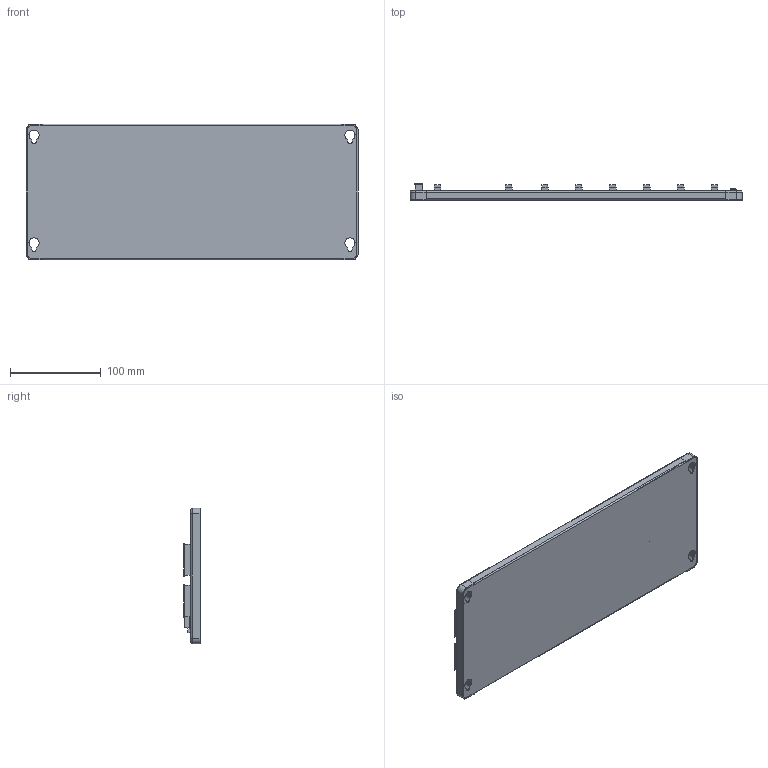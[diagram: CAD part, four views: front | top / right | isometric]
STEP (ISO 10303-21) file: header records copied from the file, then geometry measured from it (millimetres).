
FILE_DESCRIPTION (( 'STEP AP214' ), '1' );
FILE_NAME ('D4-06B-1.step', '2014-09-23T18:02:19', ( '' ), ( '' ), 'SwSTEP 2.0', 'SolidWorks 2014', '' );
FILE_SCHEMA (( 'AUTOMOTIVE_DESIGN' ));
Length unit declared in the file: inch
Products named in the file (1): D4-06B-1
Bounding box: 366.78 x 17.93 x 149.86 mm (x, y, z)
Volume: 193289.7 mm3; surface area: 198207.8 mm2
Topology: 1 solids, 4 shells, 517 faces, 1414 edges, 926 vertices
Faces by surface type: plane 407, cylinder 84, torus 26
Entity records: 21281 total; most frequent: CARTESIAN_POINT 2858, ORIENTED_EDGE 2828, DIRECTION 2670, EDGE_CURVE 1414, VECTOR 1194, LINE 1194, VERTEX_POINT 926, AXIS2_PLACEMENT_3D 738
